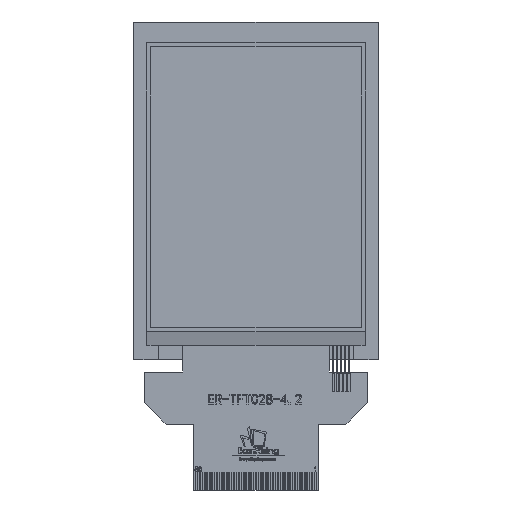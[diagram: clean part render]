
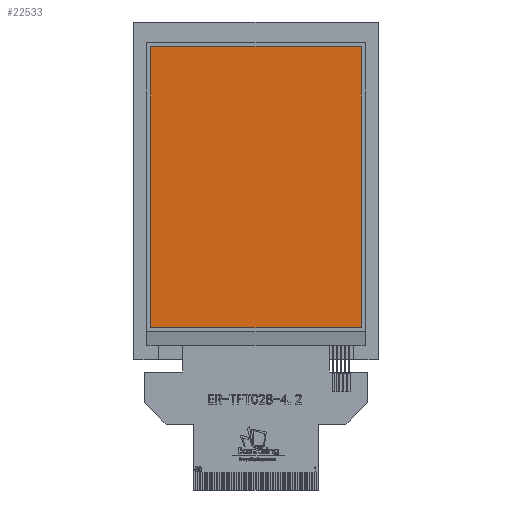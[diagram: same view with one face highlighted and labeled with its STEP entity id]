
A CAD part, top view. The second image highlights one B-rep face of the part: STEP entity #22533.
In plain terms, the highlighted planar face has unit normal (0, 0, 1).
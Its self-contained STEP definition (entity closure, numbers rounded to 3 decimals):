
#22405=CARTESIAN_POINT('',(-21.6,30.2,2.45));
#22406=VERTEX_POINT('',#22405);
#22407=CARTESIAN_POINT('',(21.6,30.2,2.45));
#22408=VERTEX_POINT('',#22407);
#22409=CARTESIAN_POINT('',(0.0,30.2,2.45));
#22410=DIRECTION('',(1.0,0.0,0.0));
#22411=VECTOR('',#22410,1.0);
#22412=LINE('',#22409,#22411);
#22413=EDGE_CURVE('no 150',#22406,#22408,#22412,.T.);
#22415=CARTESIAN_POINT('',(21.6,-27.4,2.45));
#22416=VERTEX_POINT('',#22415);
#22417=CARTESIAN_POINT('',(21.6,0.0,2.45));
#22418=DIRECTION('',(0.0,-1.0,0.0));
#22419=VECTOR('',#22418,1.0);
#22420=LINE('',#22417,#22419);
#22421=EDGE_CURVE('no 153',#22408,#22416,#22420,.T.);
#22423=CARTESIAN_POINT('',(-21.6,-27.4,2.45));
#22424=VERTEX_POINT('',#22423);
#22425=CARTESIAN_POINT('',(0.0,-27.4,2.45));
#22426=DIRECTION('',(-1.0,0.0,0.0));
#22427=VECTOR('',#22426,1.0);
#22428=LINE('',#22425,#22427);
#22429=EDGE_CURVE('no 142',#22416,#22424,#22428,.T.);
#22431=CARTESIAN_POINT('',(-21.6,-0.0,2.45));
#22432=DIRECTION('',(-0.0,1.0,0.0));
#22433=VECTOR('',#22432,1.0);
#22434=LINE('',#22431,#22433);
#22435=EDGE_CURVE('no 146',#22424,#22406,#22434,.T.);
#22522=ORIENTED_EDGE('',*,*,#22421,.F.);
#22523=ORIENTED_EDGE('',*,*,#22413,.F.);
#22524=ORIENTED_EDGE('',*,*,#22435,.F.);
#22525=ORIENTED_EDGE('',*,*,#22429,.F.);
#22526=EDGE_LOOP('',(#22522,#22523,#22524,#22525));
#22527=FACE_OUTER_BOUND('',#22526,.T.);
#22528=CARTESIAN_POINT('',(0.0,0.0,2.45));
#22529=DIRECTION('',(0.0,0.0,1.0));
#22530=DIRECTION('',(1.0,0.0,0.0));
#22531=AXIS2_PLACEMENT_3D('',#22528,#22529,#22530);
#22532=PLANE('',#22531);
#22533=ADVANCED_FACE('no 1',(#22527),#22532,.T.);
